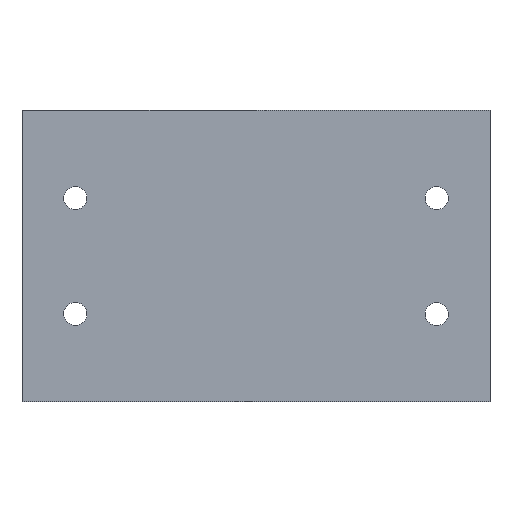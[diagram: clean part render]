
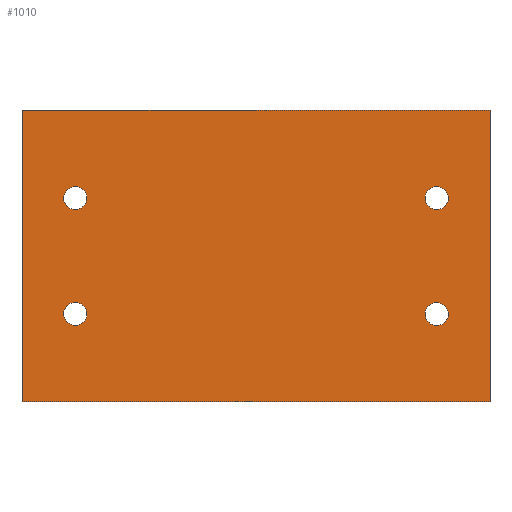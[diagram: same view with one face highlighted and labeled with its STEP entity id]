
A CAD part, front view. The second image highlights one B-rep face of the part: STEP entity #1010.
In plain terms, the highlighted planar face has unit normal (0, -1, 0).
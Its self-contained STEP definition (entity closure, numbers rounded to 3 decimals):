
#54=FACE_BOUND('',#203,.T.);
#55=FACE_BOUND('',#204,.T.);
#56=FACE_BOUND('',#205,.T.);
#57=FACE_BOUND('',#206,.T.);
#80=CIRCLE('',#1102,2.5);
#81=CIRCLE('',#1104,2.5);
#82=CIRCLE('',#1106,2.5);
#83=CIRCLE('',#1108,2.5);
#134=FACE_OUTER_BOUND('',#202,.T.);
#202=EDGE_LOOP('',(#897,#898,#899,#900));
#203=EDGE_LOOP('',(#901));
#204=EDGE_LOOP('',(#902));
#205=EDGE_LOOP('',(#903));
#206=EDGE_LOOP('',(#904));
#223=LINE('',#1429,#325);
#226=LINE('',#1434,#328);
#231=LINE('',#1443,#333);
#233=LINE('',#1446,#335);
#325=VECTOR('',#1148,10.);
#328=VECTOR('',#1153,10.);
#333=VECTOR('',#1160,10.);
#335=VECTOR('',#1164,10.);
#431=VERTEX_POINT('',#1427);
#432=VERTEX_POINT('',#1428);
#433=VERTEX_POINT('',#1433);
#436=VERTEX_POINT('',#1442);
#503=VERTEX_POINT('',#1720);
#504=VERTEX_POINT('',#1724);
#505=VERTEX_POINT('',#1728);
#506=VERTEX_POINT('',#1732);
#523=EDGE_CURVE('',#431,#432,#223,.T.);
#526=EDGE_CURVE('',#433,#431,#226,.T.);
#531=EDGE_CURVE('',#436,#432,#231,.T.);
#533=EDGE_CURVE('',#433,#436,#233,.T.);
#633=EDGE_CURVE('',#503,#503,#80,.T.);
#635=EDGE_CURVE('',#504,#504,#81,.T.);
#637=EDGE_CURVE('',#505,#505,#82,.T.);
#639=EDGE_CURVE('',#506,#506,#83,.T.);
#897=ORIENTED_EDGE('',*,*,#533,.T.);
#898=ORIENTED_EDGE('',*,*,#531,.T.);
#899=ORIENTED_EDGE('',*,*,#523,.F.);
#900=ORIENTED_EDGE('',*,*,#526,.F.);
#901=ORIENTED_EDGE('',*,*,#635,.T.);
#902=ORIENTED_EDGE('',*,*,#637,.T.);
#903=ORIENTED_EDGE('',*,*,#639,.T.);
#904=ORIENTED_EDGE('',*,*,#633,.T.);
#959=PLANE('',#1109);
#1010=ADVANCED_FACE('',(#134,#54,#55,#56,#57),#959,.T.);
#1102=AXIS2_PLACEMENT_3D('',#1721,#1356,#1357);
#1104=AXIS2_PLACEMENT_3D('',#1725,#1361,#1362);
#1106=AXIS2_PLACEMENT_3D('',#1729,#1366,#1367);
#1108=AXIS2_PLACEMENT_3D('',#1733,#1371,#1372);
#1109=AXIS2_PLACEMENT_3D('',#1735,#1374,#1375);
#1148=DIRECTION('',(0.,0.,-1.));
#1153=DIRECTION('',(1.,0.,0.));
#1160=DIRECTION('',(1.,0.,0.));
#1164=DIRECTION('',(0.,0.,-1.));
#1356=DIRECTION('center_axis',(0.,1.,0.));
#1357=DIRECTION('ref_axis',(1.,0.,0.));
#1361=DIRECTION('center_axis',(0.,1.,0.));
#1362=DIRECTION('ref_axis',(1.,0.,0.));
#1366=DIRECTION('center_axis',(0.,1.,0.));
#1367=DIRECTION('ref_axis',(1.,0.,0.));
#1371=DIRECTION('center_axis',(0.,1.,0.));
#1372=DIRECTION('ref_axis',(1.,0.,0.));
#1374=DIRECTION('center_axis',(0.,-1.,0.));
#1375=DIRECTION('ref_axis',(1.,0.,0.));
#1427=CARTESIAN_POINT('',(95.5,-9.,57.5));
#1428=CARTESIAN_POINT('',(95.5,-9.,-5.5));
#1429=CARTESIAN_POINT('',(95.5,-9.,-3.5));
#1433=CARTESIAN_POINT('',(-5.5,-9.,57.5));
#1434=CARTESIAN_POINT('',(93.5,-9.,57.5));
#1442=CARTESIAN_POINT('',(-5.5,-9.,-5.5));
#1443=CARTESIAN_POINT('',(93.5,-9.,-5.5));
#1446=CARTESIAN_POINT('',(-5.5,-9.,-3.5));
#1720=CARTESIAN_POINT('',(3.5,-9.,13.5));
#1721=CARTESIAN_POINT('Origin',(6.,-9.,13.5));
#1724=CARTESIAN_POINT('',(81.5,-9.,13.474));
#1725=CARTESIAN_POINT('Origin',(84.,-9.,13.474));
#1728=CARTESIAN_POINT('',(3.5,-9.,38.5));
#1729=CARTESIAN_POINT('Origin',(6.,-9.,38.5));
#1732=CARTESIAN_POINT('',(81.5,-9.,38.5));
#1733=CARTESIAN_POINT('Origin',(84.,-9.,38.5));
#1735=CARTESIAN_POINT('Origin',(45.,-9.,26.));
